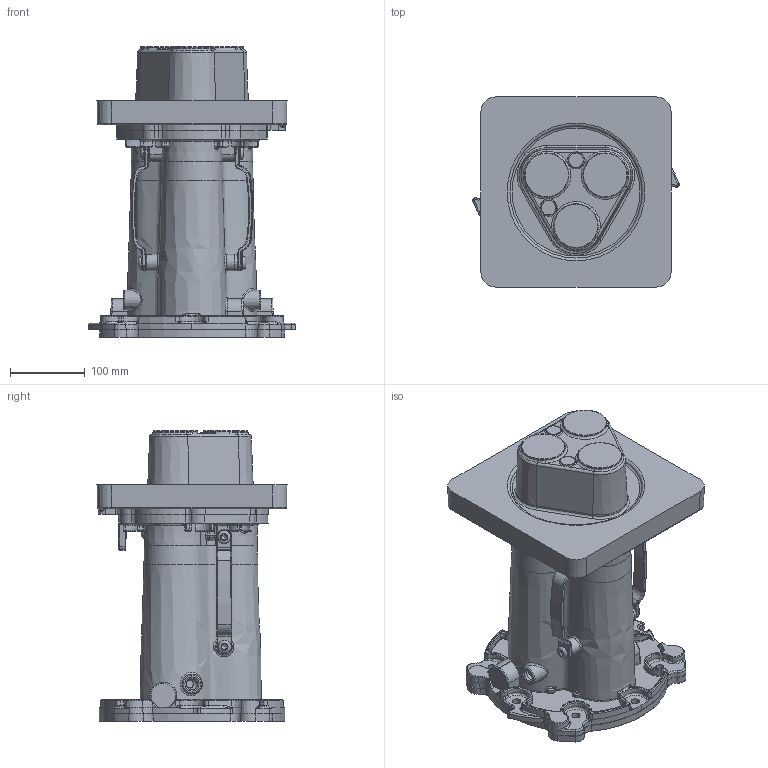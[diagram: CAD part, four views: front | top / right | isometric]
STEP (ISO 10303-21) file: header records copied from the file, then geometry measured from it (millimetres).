
FILE_DESCRIPTION(/* description */ ('Ex118B Body SS RF'),/* implementation_level */ '2;1');
FILE_NAME(/* name */ 'RS940SSRF_SLD body with Adaptor Flange 2480_SLD.stp',/* time_stamp */ '2022-09-09T19:30:50+10:00',/* author */ ('a.tao491'),/* organization */ (''),/* preprocessor_version */ 'ST-DEVELOPER v16.5',/* originating_system */ 'Autodesk Inventor 2017',/* authorisation */ '');
FILE_SCHEMA (('AUTOMOTIVE_DESIGN { 1 0 10303 214 3 1 1 }'));
Products named in the file (6): RS940SSRF_SLD body with Adaptor Flange 2480_SLD; Part3; Flange; 2495_SLD; Screw GB/T 70.2-2000 M10 X 16; 2377
Assembly tree (9 placements, depth 2):
  RS940SSRF_SLD body with Adaptor Flange 2480_SLD
    Part3  x2
    Flange
    2495_SLD
    Screw GB/T 70.2-2000 M10 X 16  x4
    2377
Bounding box: 277.12 x 255 x 389.88 mm (x, y, z)
Volume: 9001328.6 mm3; surface area: 683835.4 mm2
Topology: 9 solids, 9 shells, 1722 faces, 4160 edges, 2468 vertices
Faces by surface type: torus 441, cone 338, cylinder 316, bspline 303, plane 272, sphere 52
Full cylindrical faces by diameter (mm): 8.376 x4, 10 x4, 10.2 x6, 11 x20, 17.5 x4, 20.417 x2, 22 x3, 59.208 x3
Entity records: 70098 total; most frequent: CARTESIAN_POINT 33483, DIRECTION 7874, ORIENTED_EDGE 7568, EDGE_CURVE 3784, AXIS2_PLACEMENT_3D 3510, VERTEX_POINT 2305, CIRCLE 2054, EDGE_LOOP 1773
